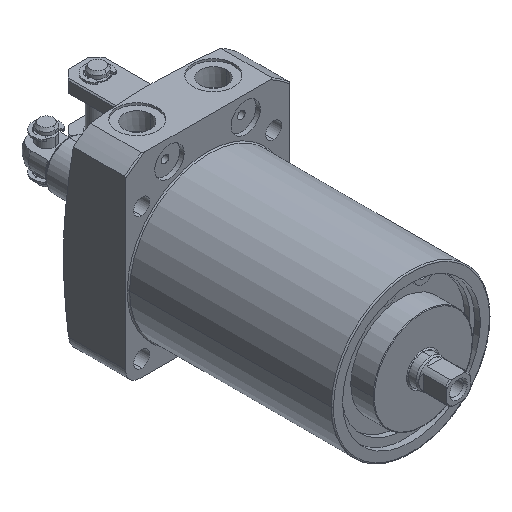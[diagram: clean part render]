
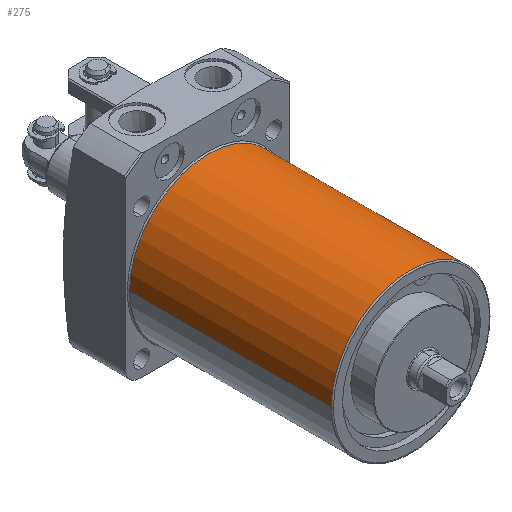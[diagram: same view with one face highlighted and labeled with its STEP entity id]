
A CAD part, isometric view. The second image highlights one B-rep face of the part: STEP entity #275.
In plain terms, the highlighted cylindrical face has radius 27 mm (diameter 54 mm), a partial arc.
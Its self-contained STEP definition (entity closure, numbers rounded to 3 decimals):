
#275 = ADVANCED_FACE ( 'NONE', ( #8865 ), #8881, .T. ) ;
#863 = ORIENTED_EDGE ( 'NONE', *, *, #2181, .F. ) ;
#912 = EDGE_LOOP ( 'NONE', ( #3924, #4116, #4117, #863 ) ) ;
#1604 = CARTESIAN_POINT ( 'NONE',  ( -27., -24.3, 0. ) ) ;
#1661 = CARTESIAN_POINT ( 'NONE',  ( 27., -24.3, 0. ) ) ;
#2160 = EDGE_CURVE ( 'NONE', #2485, #2691, #10521, .T. ) ;
#2179 = EDGE_CURVE ( 'NONE', #6995, #7030, #10454, .T. ) ;
#2180 = EDGE_CURVE ( 'NONE', #7030, #2485, #10456, .T. ) ;
#2181 = EDGE_CURVE ( 'NONE', #6995, #2691, #10459, .T. ) ;
#2485 = VERTEX_POINT ( 'NONE', #1661 ) ;
#2691 = VERTEX_POINT ( 'NONE', #1604 ) ;
#3924 = ORIENTED_EDGE ( 'NONE', *, *, #2179, .T. ) ;
#4116 = ORIENTED_EDGE ( 'NONE', *, *, #2180, .T. ) ;
#4117 = ORIENTED_EDGE ( 'NONE', *, *, #2160, .T. ) ;
#4235 = DIRECTION ( 'NONE',  ( 0., 1., 0. ) ) ;
#4236 = CARTESIAN_POINT ( 'NONE',  ( -27., 0., 0. ) ) ;
#4237 = DIRECTION ( 'NONE',  ( -1., 0., 0. ) ) ;
#4238 = DIRECTION ( 'NONE',  ( 0., 1., 0. ) ) ;
#4239 = CARTESIAN_POINT ( 'NONE',  ( 0., -93., 0. ) ) ;
#4244 = DIRECTION ( 'NONE',  ( 0., 1., 0. ) ) ;
#4245 = CARTESIAN_POINT ( 'NONE',  ( 27., 0., 0. ) ) ;
#4413 = DIRECTION ( 'NONE',  ( -1., 0., 0. ) ) ;
#4414 = DIRECTION ( 'NONE',  ( 0., -1., 0. ) ) ;
#4415 = CARTESIAN_POINT ( 'NONE',  ( 0., -24.3, 0. ) ) ;
#6561 = CARTESIAN_POINT ( 'NONE',  ( 0., 0., 0. ) ) ;
#6577 = DIRECTION ( 'NONE',  ( 0., 1., 0. ) ) ;
#6581 = DIRECTION ( 'NONE',  ( -1., 0., 0. ) ) ;
#6995 = VERTEX_POINT ( 'NONE', #9325 ) ;
#7030 = VERTEX_POINT ( 'NONE', #9360 ) ;
#7985 = AXIS2_PLACEMENT_3D ( 'NONE', #6561, #6577, #6581 ) ;
#8208 = AXIS2_PLACEMENT_3D ( 'NONE', #4415, #4414, #4413 ) ;
#8222 = AXIS2_PLACEMENT_3D ( 'NONE', #4239, #4238, #4237 ) ;
#8865 = FACE_OUTER_BOUND ( 'NONE', #912, .T. ) ;
#8881 = CYLINDRICAL_SURFACE ( 'NONE', #7985, 27. ) ;
#9325 = CARTESIAN_POINT ( 'NONE',  ( -27., -93., 0. ) ) ;
#9360 = CARTESIAN_POINT ( 'NONE',  ( 27., -93., 0. ) ) ;
#10454 = CIRCLE ( 'NONE', #8222, 27. ) ;
#10456 = LINE ( 'NONE', #4245, #10458 ) ;
#10458 = VECTOR ( 'NONE', #4244, 1000. ) ;
#10459 = LINE ( 'NONE', #4236, #10460 ) ;
#10460 = VECTOR ( 'NONE', #4235, 1000. ) ;
#10521 = CIRCLE ( 'NONE', #8208, 27. ) ;
